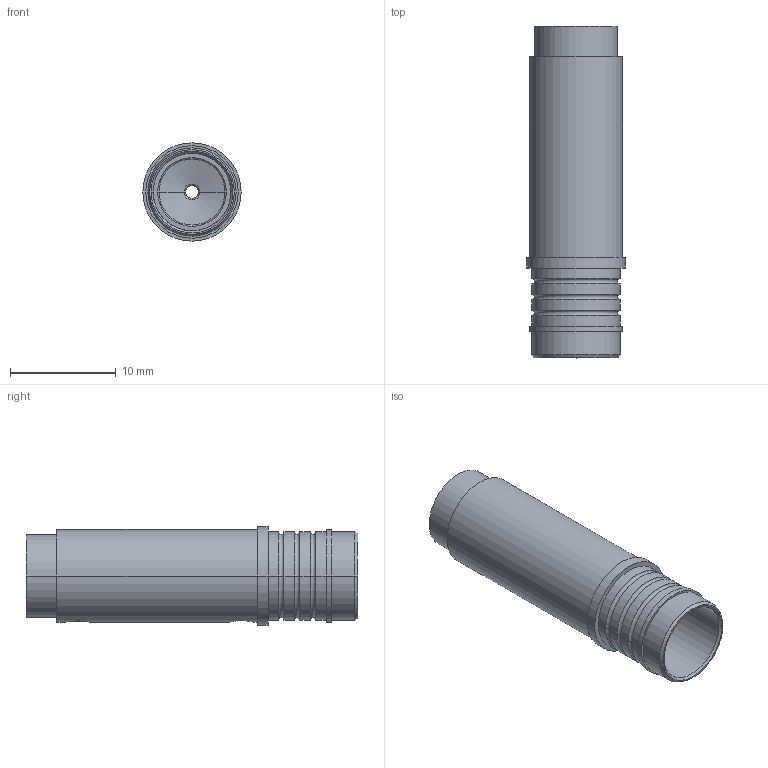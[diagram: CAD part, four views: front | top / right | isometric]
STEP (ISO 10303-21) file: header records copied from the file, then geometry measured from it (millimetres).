
FILE_DESCRIPTION((''),'2;1');
FILE_NAME('00190104000','2019-09-20T',('presta_be4'),(''),'PRO/ENGINEER BY PARAMETRIC TECHNOLOGY CORPORATION, 2014310','PRO/ENGINEER BY PARAMETRIC TECHNOLOGY CORPORATION, 2014310','');
FILE_SCHEMA(('CONFIG_CONTROL_DESIGN'));
Length unit declared in the file: millimetre
Products named in the file (1): 00190104000
Bounding box: 9.3 x 31.4 x 9.3 mm (x, y, z)
Volume: 655.9 mm3; surface area: 1703.4 mm2
Topology: 1 solids, 1 shells, 99 faces, 203 edges, 118 vertices
Faces by surface type: cylinder 38, torus 28, plane 21, cone 12
Entity records: 2841 total; most frequent: CARTESIAN_POINT 630, DIRECTION 517, ORIENTED_EDGE 406, AXIS2_PLACEMENT_3D 223, EDGE_CURVE 203, CIRCLE 124, VERTEX_POINT 118, EDGE_LOOP 113
